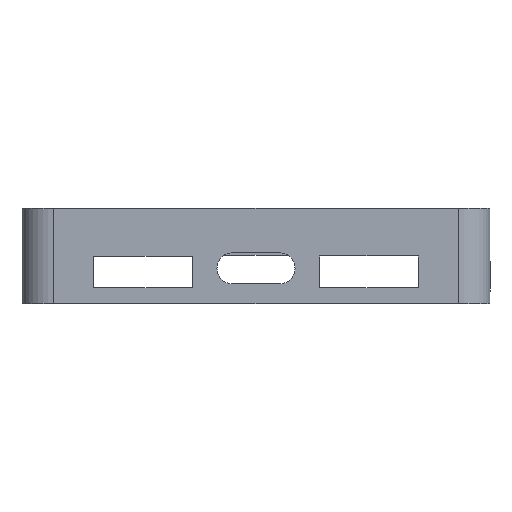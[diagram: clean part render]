
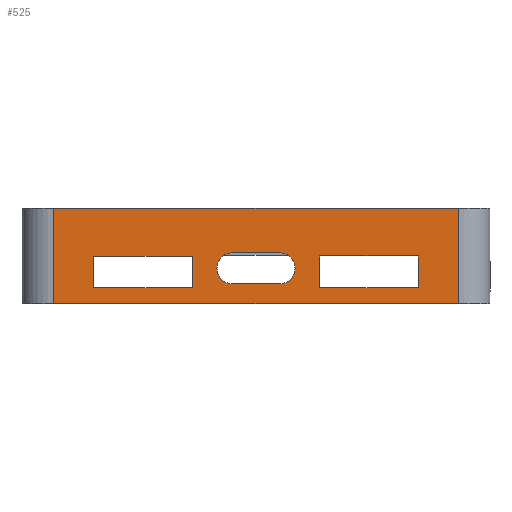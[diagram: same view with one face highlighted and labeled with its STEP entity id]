
A CAD part, left-side view. The second image highlights one B-rep face of the part: STEP entity #525.
In plain terms, the highlighted planar face has unit normal (-1, 0, 0).
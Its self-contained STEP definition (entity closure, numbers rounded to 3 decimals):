
#43 = VECTOR ( 'NONE', #442, 1000. ) ;
#49 = CARTESIAN_POINT ( 'NONE',  ( -59.85, -20.355, -10. ) ) ;
#124 = FACE_OUTER_BOUND ( 'NONE', #3725, .T. ) ;
#145 = VECTOR ( 'NONE', #2580, 1000. ) ;
#166 = CARTESIAN_POINT ( 'NONE',  ( -59.85, -20.355, -6. ) ) ;
#173 = ORIENTED_EDGE ( 'NONE', *, *, #3395, .F. ) ;
#198 = LINE ( 'NONE', #2943, #3335 ) ;
#229 = EDGE_CURVE ( 'NONE', #3266, #2404, #3560, .T. ) ;
#230 = LINE ( 'NONE', #49, #2837 ) ;
#279 = DIRECTION ( 'NONE',  ( 0., -1., 0. ) ) ;
#281 = DIRECTION ( 'NONE',  ( 0., 1., 0. ) ) ;
#335 = VECTOR ( 'NONE', #962, 1000. ) ;
#351 = VERTEX_POINT ( 'NONE', #359 ) ;
#359 = CARTESIAN_POINT ( 'NONE',  ( -59.85, 20.355, -6. ) ) ;
#420 = FACE_BOUND ( 'NONE', #2022, .T. ) ;
#433 = ORIENTED_EDGE ( 'NONE', *, *, #3853, .F. ) ;
#442 = DIRECTION ( 'NONE',  ( 0., 1., 0. ) ) ;
#456 = LINE ( 'NONE', #2846, #3774 ) ;
#486 = DIRECTION ( 'NONE',  ( -1., 0., 0. ) ) ;
#525 = ADVANCED_FACE ( 'NONE', ( #3387, #717, #420, #124 ), #1322, .F. ) ;
#526 = CARTESIAN_POINT ( 'NONE',  ( -59.85, -20.355, -10. ) ) ;
#537 = DIRECTION ( 'NONE',  ( 0., 0., -1. ) ) ;
#572 = CARTESIAN_POINT ( 'NONE',  ( -59.85, 25.355, -12. ) ) ;
#581 = VERTEX_POINT ( 'NONE', #2300 ) ;
#583 = LINE ( 'NONE', #3817, #1028 ) ;
#689 = CARTESIAN_POINT ( 'NONE',  ( -59.85, 2.95, -9.5 ) ) ;
#693 = DIRECTION ( 'NONE',  ( 0., 1., 0. ) ) ;
#717 = FACE_BOUND ( 'NONE', #1273, .T. ) ;
#733 = CARTESIAN_POINT ( 'NONE',  ( -59.85, -2.95, -5.6 ) ) ;
#760 = CARTESIAN_POINT ( 'NONE',  ( -59.85, 2.95, -7.55 ) ) ;
#777 = LINE ( 'NONE', #2521, #145 ) ;
#792 = CARTESIAN_POINT ( 'NONE',  ( -59.85, -25.355, -12. ) ) ;
#825 = LINE ( 'NONE', #1415, #3642 ) ;
#881 = CARTESIAN_POINT ( 'NONE',  ( -59.85, -8., -6. ) ) ;
#896 = ORIENTED_EDGE ( 'NONE', *, *, #3292, .F. ) ;
#920 = VERTEX_POINT ( 'NONE', #1069 ) ;
#942 = ORIENTED_EDGE ( 'NONE', *, *, #3811, .F. ) ;
#962 = DIRECTION ( 'NONE',  ( 0., 0., -1. ) ) ;
#972 = CARTESIAN_POINT ( 'NONE',  ( -59.85, 8., -10. ) ) ;
#1028 = VECTOR ( 'NONE', #281, 1000. ) ;
#1061 = ORIENTED_EDGE ( 'NONE', *, *, #2947, .F. ) ;
#1069 = CARTESIAN_POINT ( 'NONE',  ( -59.85, 25.355, 0. ) ) ;
#1105 = DIRECTION ( 'NONE',  ( 0., 0., 1. ) ) ;
#1118 = CIRCLE ( 'NONE', #2362, 1.95 ) ;
#1197 = CARTESIAN_POINT ( 'NONE',  ( -59.85, -20.355, -6. ) ) ;
#1216 = DIRECTION ( 'NONE',  ( 0., 0., 1. ) ) ;
#1218 = EDGE_CURVE ( 'NONE', #1561, #2019, #777, .T. ) ;
#1231 = EDGE_CURVE ( 'NONE', #2007, #1561, #2526, .T. ) ;
#1273 = EDGE_LOOP ( 'NONE', ( #173, #1427, #1612, #896 ) ) ;
#1322 = PLANE ( 'NONE',  #3141 ) ;
#1376 = DIRECTION ( 'NONE',  ( 0., 1., 0. ) ) ;
#1411 = EDGE_CURVE ( 'NONE', #2484, #920, #583, .T. ) ;
#1415 = CARTESIAN_POINT ( 'NONE',  ( -59.85, -20.355, -6. ) ) ;
#1427 = ORIENTED_EDGE ( 'NONE', *, *, #2912, .F. ) ;
#1460 = LINE ( 'NONE', #3627, #335 ) ;
#1561 = VERTEX_POINT ( 'NONE', #689 ) ;
#1579 = CARTESIAN_POINT ( 'NONE',  ( -59.85, -8., -6. ) ) ;
#1612 = ORIENTED_EDGE ( 'NONE', *, *, #2227, .F. ) ;
#1631 = EDGE_CURVE ( 'NONE', #351, #3266, #3153, .T. ) ;
#1653 = ORIENTED_EDGE ( 'NONE', *, *, #1411, .T. ) ;
#1668 = EDGE_LOOP ( 'NONE', ( #2595, #1061, #2718, #3110 ) ) ;
#1802 = CARTESIAN_POINT ( 'NONE',  ( -59.85, 8., -6. ) ) ;
#1901 = CARTESIAN_POINT ( 'NONE',  ( -59.85, -2.95, -9.5 ) ) ;
#1911 = CARTESIAN_POINT ( 'NONE',  ( -59.85, -2.95, -7.55 ) ) ;
#1923 = VERTEX_POINT ( 'NONE', #881 ) ;
#1935 = CARTESIAN_POINT ( 'NONE',  ( -59.85, -25.355, 0. ) ) ;
#2002 = ORIENTED_EDGE ( 'NONE', *, *, #2744, .T. ) ;
#2007 = VERTEX_POINT ( 'NONE', #2818 ) ;
#2019 = VERTEX_POINT ( 'NONE', #1901 ) ;
#2022 = EDGE_LOOP ( 'NONE', ( #3004, #3843, #433, #942 ) ) ;
#2027 = DIRECTION ( 'NONE',  ( 1., 0., 0. ) ) ;
#2045 = VECTOR ( 'NONE', #2469, 1000. ) ;
#2090 = CARTESIAN_POINT ( 'NONE',  ( -59.85, 20.355, -10. ) ) ;
#2092 = LINE ( 'NONE', #1802, #3449 ) ;
#2122 = VERTEX_POINT ( 'NONE', #526 ) ;
#2128 = DIRECTION ( 'NONE',  ( 0., -1., 0. ) ) ;
#2224 = LINE ( 'NONE', #733, #2989 ) ;
#2227 = EDGE_CURVE ( 'NONE', #2384, #2122, #230, .T. ) ;
#2229 = EDGE_CURVE ( 'NONE', #2404, #2933, #2092, .T. ) ;
#2300 = CARTESIAN_POINT ( 'NONE',  ( -59.85, -2.95, -5.6 ) ) ;
#2362 = AXIS2_PLACEMENT_3D ( 'NONE', #1911, #2787, #2828 ) ;
#2384 = VERTEX_POINT ( 'NONE', #3045 ) ;
#2404 = VERTEX_POINT ( 'NONE', #972 ) ;
#2422 = ORIENTED_EDGE ( 'NONE', *, *, #2797, .F. ) ;
#2427 = CARTESIAN_POINT ( 'NONE',  ( -59.85, -25.355, 0. ) ) ;
#2438 = LINE ( 'NONE', #1579, #3472 ) ;
#2469 = DIRECTION ( 'NONE',  ( 0., 0., -1. ) ) ;
#2484 = VERTEX_POINT ( 'NONE', #1935 ) ;
#2505 = VERTEX_POINT ( 'NONE', #792 ) ;
#2516 = CARTESIAN_POINT ( 'NONE',  ( -59.85, 0., 0. ) ) ;
#2521 = CARTESIAN_POINT ( 'NONE',  ( -59.85, 2.95, -9.5 ) ) ;
#2526 = CIRCLE ( 'NONE', #3451, 1.95 ) ;
#2548 = CARTESIAN_POINT ( 'NONE',  ( -59.85, 20.355, -6. ) ) ;
#2558 = LINE ( 'NONE', #166, #43 ) ;
#2580 = DIRECTION ( 'NONE',  ( 0., -1., 0. ) ) ;
#2595 = ORIENTED_EDGE ( 'NONE', *, *, #1631, .F. ) ;
#2655 = DIRECTION ( 'NONE',  ( 0., 0., 1. ) ) ;
#2658 = VECTOR ( 'NONE', #1216, 1000. ) ;
#2718 = ORIENTED_EDGE ( 'NONE', *, *, #2229, .F. ) ;
#2744 = EDGE_CURVE ( 'NONE', #920, #2901, #1460, .T. ) ;
#2787 = DIRECTION ( 'NONE',  ( -1., 0., 0. ) ) ;
#2797 = EDGE_CURVE ( 'NONE', #2505, #2901, #456, .T. ) ;
#2818 = CARTESIAN_POINT ( 'NONE',  ( -59.85, 2.95, -5.6 ) ) ;
#2828 = DIRECTION ( 'NONE',  ( 0., 0., 1. ) ) ;
#2837 = VECTOR ( 'NONE', #2128, 1000. ) ;
#2846 = CARTESIAN_POINT ( 'NONE',  ( -59.85, 27.855, -12. ) ) ;
#2901 = VERTEX_POINT ( 'NONE', #572 ) ;
#2912 = EDGE_CURVE ( 'NONE', #2122, #3028, #825, .T. ) ;
#2933 = VERTEX_POINT ( 'NONE', #3788 ) ;
#2943 = CARTESIAN_POINT ( 'NONE',  ( -59.85, 20.355, -6. ) ) ;
#2947 = EDGE_CURVE ( 'NONE', #2933, #351, #198, .T. ) ;
#2989 = VECTOR ( 'NONE', #693, 1000. ) ;
#3003 = EDGE_CURVE ( 'NONE', #2505, #2484, #3302, .T. ) ;
#3004 = ORIENTED_EDGE ( 'NONE', *, *, #1218, .F. ) ;
#3028 = VERTEX_POINT ( 'NONE', #1197 ) ;
#3043 = CARTESIAN_POINT ( 'NONE',  ( -59.85, 20.355, -10. ) ) ;
#3045 = CARTESIAN_POINT ( 'NONE',  ( -59.85, -8., -10. ) ) ;
#3110 = ORIENTED_EDGE ( 'NONE', *, *, #229, .F. ) ;
#3141 = AXIS2_PLACEMENT_3D ( 'NONE', #2516, #2027, #537 ) ;
#3153 = LINE ( 'NONE', #2548, #2045 ) ;
#3235 = VECTOR ( 'NONE', #279, 1000. ) ;
#3266 = VERTEX_POINT ( 'NONE', #3043 ) ;
#3281 = ORIENTED_EDGE ( 'NONE', *, *, #3003, .T. ) ;
#3292 = EDGE_CURVE ( 'NONE', #1923, #2384, #2438, .T. ) ;
#3302 = LINE ( 'NONE', #2427, #2658 ) ;
#3335 = VECTOR ( 'NONE', #3847, 1000. ) ;
#3387 = FACE_BOUND ( 'NONE', #1668, .T. ) ;
#3395 = EDGE_CURVE ( 'NONE', #3028, #1923, #2558, .T. ) ;
#3449 = VECTOR ( 'NONE', #2655, 1000. ) ;
#3451 = AXIS2_PLACEMENT_3D ( 'NONE', #760, #486, #3721 ) ;
#3472 = VECTOR ( 'NONE', #3580, 1000. ) ;
#3560 = LINE ( 'NONE', #2090, #3235 ) ;
#3580 = DIRECTION ( 'NONE',  ( 0., 0., -1. ) ) ;
#3627 = CARTESIAN_POINT ( 'NONE',  ( -59.85, 25.355, -5.9 ) ) ;
#3642 = VECTOR ( 'NONE', #1105, 1000. ) ;
#3721 = DIRECTION ( 'NONE',  ( 0., 0., 1. ) ) ;
#3725 = EDGE_LOOP ( 'NONE', ( #2422, #3281, #1653, #2002 ) ) ;
#3774 = VECTOR ( 'NONE', #1376, 1000. ) ;
#3788 = CARTESIAN_POINT ( 'NONE',  ( -59.85, 8., -6. ) ) ;
#3811 = EDGE_CURVE ( 'NONE', #2019, #581, #1118, .T. ) ;
#3817 = CARTESIAN_POINT ( 'NONE',  ( -59.85, 27.855, 0. ) ) ;
#3843 = ORIENTED_EDGE ( 'NONE', *, *, #1231, .F. ) ;
#3847 = DIRECTION ( 'NONE',  ( 0., 1., 0. ) ) ;
#3853 = EDGE_CURVE ( 'NONE', #581, #2007, #2224, .T. ) ;
